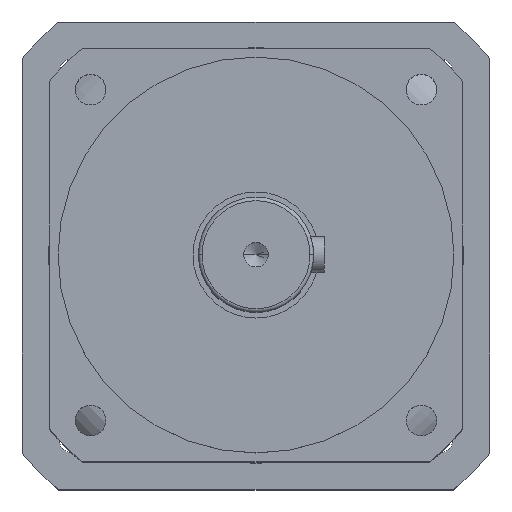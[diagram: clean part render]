
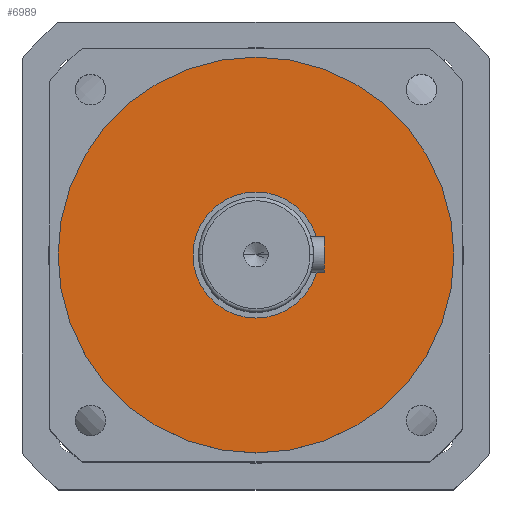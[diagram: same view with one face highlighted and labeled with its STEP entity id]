
A CAD part, top view. The second image highlights one B-rep face of the part: STEP entity #6989.
In plain terms, the highlighted planar face has unit normal (0, 0, 1).
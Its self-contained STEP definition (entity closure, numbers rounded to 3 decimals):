
#4 = EDGE_LOOP ( 'NONE', ( #3268, #983 ) ) ;
#71 = EDGE_LOOP ( 'NONE', ( #6033, #3677 ) ) ;
#185 = AXIS2_PLACEMENT_3D ( 'NONE', #2103, #7170, #2857 ) ;
#199 = VERTEX_POINT ( 'NONE', #5395 ) ;
#283 = CARTESIAN_POINT ( 'NONE',  ( 0., 0., -53. ) ) ;
#304 = CARTESIAN_POINT ( 'NONE',  ( 0., 0., -53. ) ) ;
#367 = VERTEX_POINT ( 'NONE', #6055 ) ;
#983 = ORIENTED_EDGE ( 'NONE', *, *, #5127, .T. ) ;
#1005 = DIRECTION ( 'NONE',  ( 1., 0., 0. ) ) ;
#1029 = DIRECTION ( 'NONE',  ( 1., 0., 0. ) ) ;
#1433 = AXIS2_PLACEMENT_3D ( 'NONE', #283, #5328, #1005 ) ;
#1513 = VERTEX_POINT ( 'NONE', #1574 ) ;
#1574 = CARTESIAN_POINT ( 'NONE',  ( 17.5, 0., -53. ) ) ;
#2024 = DIRECTION ( 'NONE',  ( 0., 0., -1. ) ) ;
#2051 = PLANE ( 'NONE',  #7494 ) ;
#2103 = CARTESIAN_POINT ( 'NONE',  ( 0., 0., -53. ) ) ;
#2123 = EDGE_CURVE ( 'NONE', #3779, #199, #4178, .T. ) ;
#2266 = CARTESIAN_POINT ( 'NONE',  ( 0., 0., -53. ) ) ;
#2856 = AXIS2_PLACEMENT_3D ( 'NONE', #2266, #7329, #3019 ) ;
#2857 = DIRECTION ( 'NONE',  ( 1., 0., 0. ) ) ;
#3019 = DIRECTION ( 'NONE',  ( 1., 0., 0. ) ) ;
#3268 = ORIENTED_EDGE ( 'NONE', *, *, #2123, .T. ) ;
#3677 = ORIENTED_EDGE ( 'NONE', *, *, #8217, .F. ) ;
#3775 = AXIS2_PLACEMENT_3D ( 'NONE', #304, #5346, #1029 ) ;
#3779 = VERTEX_POINT ( 'NONE', #6115 ) ;
#4178 = CIRCLE ( 'NONE', #3775, 55. ) ;
#4805 = FACE_OUTER_BOUND ( 'NONE', #4, .T. ) ;
#5127 = EDGE_CURVE ( 'NONE', #199, #3779, #6322, .T. ) ;
#5328 = DIRECTION ( 'NONE',  ( 0., 0., 1. ) ) ;
#5346 = DIRECTION ( 'NONE',  ( 0., 0., 1. ) ) ;
#5395 = CARTESIAN_POINT ( 'NONE',  ( -55., 0., -53. ) ) ;
#5689 = CARTESIAN_POINT ( 'NONE',  ( 0., 55., -53. ) ) ;
#6033 = ORIENTED_EDGE ( 'NONE', *, *, #8780, .F. ) ;
#6055 = CARTESIAN_POINT ( 'NONE',  ( -17.5, 0., -53. ) ) ;
#6115 = CARTESIAN_POINT ( 'NONE',  ( 55., 0., -53. ) ) ;
#6322 = CIRCLE ( 'NONE', #185, 55. ) ;
#6717 = FACE_BOUND ( 'NONE', #71, .T. ) ;
#6989 = ADVANCED_FACE ( 'NONE', ( #6717, #4805 ), #2051, .F. ) ;
#7097 = CIRCLE ( 'NONE', #2856, 17.5 ) ;
#7118 = DIRECTION ( 'NONE',  ( -1., 0., 0. ) ) ;
#7170 = DIRECTION ( 'NONE',  ( 0., 0., 1. ) ) ;
#7329 = DIRECTION ( 'NONE',  ( 0., 0., 1. ) ) ;
#7494 = AXIS2_PLACEMENT_3D ( 'NONE', #5689, #2024, #7118 ) ;
#8217 = EDGE_CURVE ( 'NONE', #367, #1513, #9010, .T. ) ;
#8780 = EDGE_CURVE ( 'NONE', #1513, #367, #7097, .T. ) ;
#9010 = CIRCLE ( 'NONE', #1433, 17.5 ) ;
